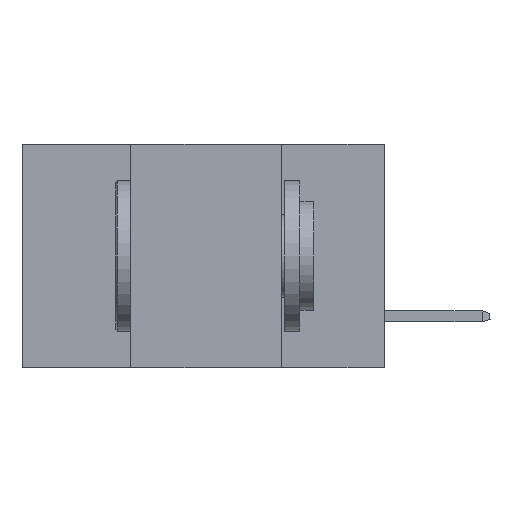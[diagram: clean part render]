
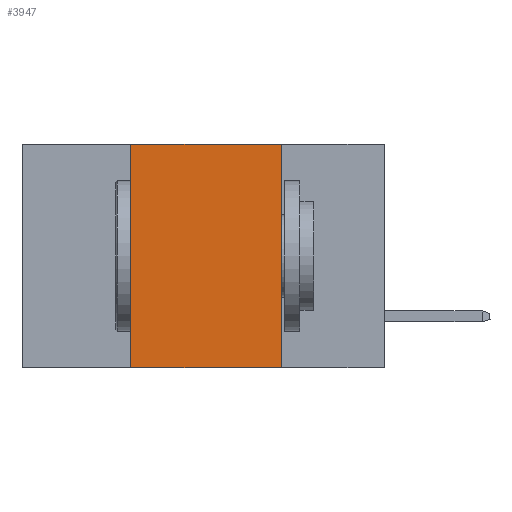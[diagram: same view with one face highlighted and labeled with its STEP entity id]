
A CAD part, left-side view. The second image highlights one B-rep face of the part: STEP entity #3947.
In plain terms, the highlighted planar face has unit normal (-1, 0, 0).
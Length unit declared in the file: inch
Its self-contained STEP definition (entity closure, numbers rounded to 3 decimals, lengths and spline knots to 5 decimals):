
#447 = EDGE_CURVE ( 'NONE', #11436, #3479, #14485, .T. ) ;
#628 = CARTESIAN_POINT ( 'NONE',  ( 0., 0.6, 0. ) ) ;
#968 = CARTESIAN_POINT ( 'NONE',  ( 0., 0.17, 0. ) ) ;
#1913 = DIRECTION ( 'NONE',  ( 0., 0., -1. ) ) ;
#3479 = VERTEX_POINT ( 'NONE', #11399 ) ;
#3947 = ADVANCED_FACE ( 'NONE', ( #13845 ), #9240, .F. ) ;
#4258 = AXIS2_PLACEMENT_3D ( 'NONE', #19378, #9841, #13189 ) ;
#5321 = CARTESIAN_POINT ( 'NONE',  ( 0., 0.42, -0.37 ) ) ;
#5593 = VECTOR ( 'NONE', #1913, 39.37008 ) ;
#5755 = VERTEX_POINT ( 'NONE', #5321 ) ;
#6153 = EDGE_LOOP ( 'NONE', ( #17254, #18320, #9795, #6898 ) ) ;
#6898 = ORIENTED_EDGE ( 'NONE', *, *, #13929, .T. ) ;
#7916 = DIRECTION ( 'NONE',  ( 0., 0., 1. ) ) ;
#8457 = VECTOR ( 'NONE', #15676, 39.37008 ) ;
#9240 = PLANE ( 'NONE',  #4258 ) ;
#9423 = EDGE_CURVE ( 'NONE', #5755, #20271, #16746, .T. ) ;
#9795 = ORIENTED_EDGE ( 'NONE', *, *, #9423, .F. ) ;
#9841 = DIRECTION ( 'NONE',  ( 1., 0., 0. ) ) ;
#11399 = CARTESIAN_POINT ( 'NONE',  ( 0., 0.17, -0.37 ) ) ;
#11436 = VERTEX_POINT ( 'NONE', #968 ) ;
#13189 = DIRECTION ( 'NONE',  ( 0., 0., -1. ) ) ;
#13845 = FACE_OUTER_BOUND ( 'NONE', #6153, .T. ) ;
#13929 = EDGE_CURVE ( 'NONE', #5755, #3479, #19564, .T. ) ;
#14485 = LINE ( 'NONE', #18708, #5593 ) ;
#14575 = CARTESIAN_POINT ( 'NONE',  ( 0., 0.42, 0. ) ) ;
#15676 = DIRECTION ( 'NONE',  ( 0., -1., 0. ) ) ;
#16746 = LINE ( 'NONE', #14575, #19871 ) ;
#17254 = ORIENTED_EDGE ( 'NONE', *, *, #447, .F. ) ;
#17934 = DIRECTION ( 'NONE',  ( 0., -1., 0. ) ) ;
#18092 = CARTESIAN_POINT ( 'NONE',  ( 0., 0.6, -0.37 ) ) ;
#18320 = ORIENTED_EDGE ( 'NONE', *, *, #18620, .F. ) ;
#18620 = EDGE_CURVE ( 'NONE', #20271, #11436, #20739, .T. ) ;
#18708 = CARTESIAN_POINT ( 'NONE',  ( 0., 0.17, 0. ) ) ;
#19378 = CARTESIAN_POINT ( 'NONE',  ( 0., 0.6, 0. ) ) ;
#19564 = LINE ( 'NONE', #18092, #20086 ) ;
#19871 = VECTOR ( 'NONE', #7916, 39.37008 ) ;
#20086 = VECTOR ( 'NONE', #17934, 39.37008 ) ;
#20271 = VERTEX_POINT ( 'NONE', #20894 ) ;
#20739 = LINE ( 'NONE', #628, #8457 ) ;
#20894 = CARTESIAN_POINT ( 'NONE',  ( 0., 0.42, 0. ) ) ;
